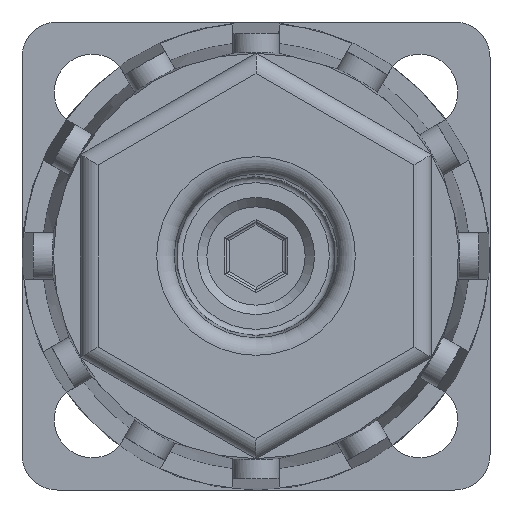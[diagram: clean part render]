
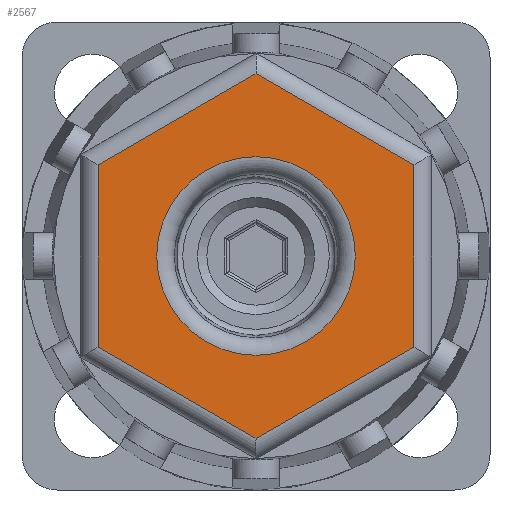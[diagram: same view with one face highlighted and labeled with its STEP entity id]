
A CAD part, front view. The second image highlights one B-rep face of the part: STEP entity #2567.
In plain terms, the highlighted planar face has unit normal (0, -1, 0).
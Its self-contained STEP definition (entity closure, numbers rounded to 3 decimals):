
#256=CIRCLE('',#2848,8.487);
#914=ORIENTED_EDGE('',*,*,#1297,.F.);
#915=ORIENTED_EDGE('',*,*,#1298,.T.);
#916=ORIENTED_EDGE('',*,*,#1299,.T.);
#917=ORIENTED_EDGE('',*,*,#1300,.T.);
#918=ORIENTED_EDGE('',*,*,#1301,.T.);
#919=ORIENTED_EDGE('',*,*,#1302,.T.);
#920=ORIENTED_EDGE('',*,*,#1303,.T.);
#1297=EDGE_CURVE('',#1540,#1540,#256,.T.);
#1298=EDGE_CURVE('',#1541,#1542,#1731,.F.);
#1299=EDGE_CURVE('',#1542,#1543,#1732,.F.);
#1300=EDGE_CURVE('',#1543,#1544,#1733,.F.);
#1301=EDGE_CURVE('',#1544,#1545,#1734,.F.);
#1302=EDGE_CURVE('',#1545,#1546,#1735,.F.);
#1303=EDGE_CURVE('',#1546,#1541,#1736,.F.);
#1540=VERTEX_POINT('',#4566);
#1541=VERTEX_POINT('',#4568);
#1542=VERTEX_POINT('',#4569);
#1543=VERTEX_POINT('',#4571);
#1544=VERTEX_POINT('',#4573);
#1545=VERTEX_POINT('',#4575);
#1546=VERTEX_POINT('',#4577);
#1731=LINE('',#4567,#1909);
#1732=LINE('',#4570,#1910);
#1733=LINE('',#4572,#1911);
#1734=LINE('',#4574,#1912);
#1735=LINE('',#4576,#1913);
#1736=LINE('',#4578,#1914);
#1909=VECTOR('',#3509,1000.);
#1910=VECTOR('',#3510,1000.);
#1911=VECTOR('',#3511,1000.);
#1912=VECTOR('',#3512,1000.);
#1913=VECTOR('',#3513,1000.);
#1914=VECTOR('',#3514,1000.);
#2089=EDGE_LOOP('',(#914));
#2090=EDGE_LOOP('',(#915,#916,#917,#918,#919,#920));
#2297=FACE_BOUND('',#2089,.T.);
#2298=FACE_BOUND('',#2090,.T.);
#2424=PLANE('',#2847);
#2567=ADVANCED_FACE('',(#2297,#2298),#2424,.F.);
#2847=AXIS2_PLACEMENT_3D('',#4564,#3505,#3506);
#2848=AXIS2_PLACEMENT_3D('',#4565,#3507,#3508);
#3505=DIRECTION('',(0.,1.,0.));
#3506=DIRECTION('',(0.,0.,1.));
#3507=DIRECTION('',(0.,-1.,0.));
#3508=DIRECTION('',(0.,0.,-1.));
#3509=DIRECTION('',(0.866,0.,0.5));
#3510=DIRECTION('',(0.,0.,1.));
#3511=DIRECTION('',(-0.866,0.,0.5));
#3512=DIRECTION('',(-0.866,0.,-0.5));
#3513=DIRECTION('',(0.,0.,-1.));
#3514=DIRECTION('',(0.866,0.,-0.5));
#4564=CARTESIAN_POINT('',(0.,-13.,0.));
#4565=CARTESIAN_POINT('',(0.,-13.,0.));
#4566=CARTESIAN_POINT('',(0.,-13.,-8.487));
#4567=CARTESIAN_POINT('',(-14.25,-13.,7.361));
#4568=CARTESIAN_POINT('',(0.,-13.,15.588));
#4569=CARTESIAN_POINT('',(-13.5,-13.,7.794));
#4570=CARTESIAN_POINT('',(-13.5,-13.,-8.66));
#4571=CARTESIAN_POINT('',(-13.5,-13.,-7.794));
#4572=CARTESIAN_POINT('',(0.75,-13.,-16.021));
#4573=CARTESIAN_POINT('',(0.,-13.,-15.588));
#4574=CARTESIAN_POINT('',(14.25,-13.,-7.361));
#4575=CARTESIAN_POINT('',(13.5,-13.,-7.794));
#4576=CARTESIAN_POINT('',(13.5,-13.,8.66));
#4577=CARTESIAN_POINT('',(13.5,-13.,7.794));
#4578=CARTESIAN_POINT('',(-0.75,-13.,16.021));
